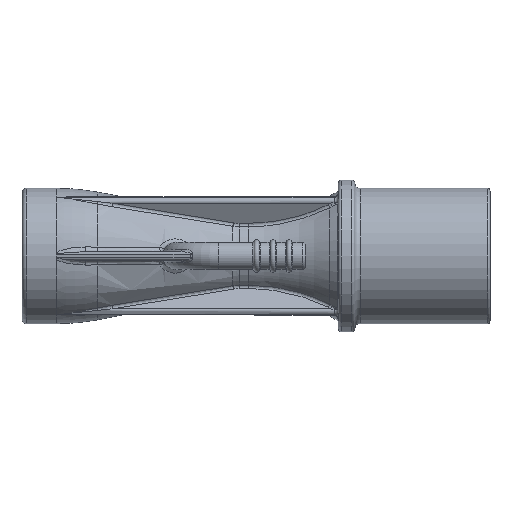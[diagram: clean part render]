
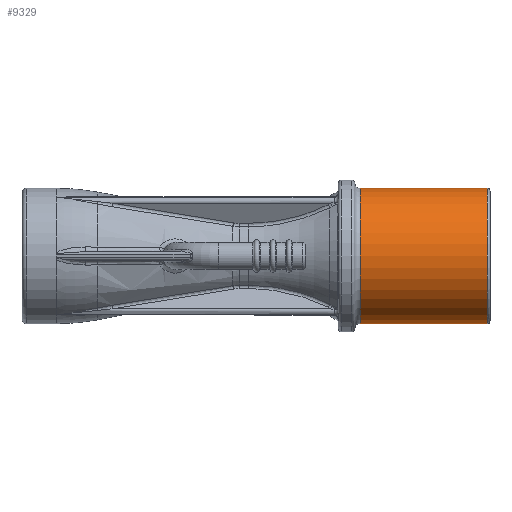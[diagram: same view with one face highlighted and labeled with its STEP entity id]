
A CAD part, front view. The second image highlights one B-rep face of the part: STEP entity #9329.
In plain terms, the highlighted cylindrical face has radius 12.5 mm (diameter 25 mm), a partial arc.
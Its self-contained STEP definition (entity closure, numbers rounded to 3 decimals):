
#44 = ORIENTED_EDGE ( 'NONE', *, *, #7970, .T. ) ;
#1466 = VECTOR ( 'NONE', #2998, 1000. ) ;
#1863 = EDGE_LOOP ( 'NONE', ( #13332, #13135, #5343, #44 ) ) ;
#1898 = DIRECTION ( 'NONE',  ( -1., 0., 0. ) ) ;
#2339 = AXIS2_PLACEMENT_3D ( 'NONE', #13097, #1898, #9676 ) ;
#2806 = CARTESIAN_POINT ( 'NONE',  ( -39.406, 0., 0. ) ) ;
#2998 = DIRECTION ( 'NONE',  ( -1., 0., 0. ) ) ;
#3029 = CARTESIAN_POINT ( 'NONE',  ( 23.069, 0., 12.5 ) ) ;
#3339 = DIRECTION ( 'NONE',  ( 1., 0., 0. ) ) ;
#3512 = CIRCLE ( 'NONE', #2339, 12.5 ) ;
#3850 = VERTEX_POINT ( 'NONE', #3029 ) ;
#3901 = AXIS2_PLACEMENT_3D ( 'NONE', #2806, #5951, #10435 ) ;
#4732 = CIRCLE ( 'NONE', #5260, 12.5 ) ;
#4773 = CARTESIAN_POINT ( 'NONE',  ( 46.569, 0., 12.5 ) ) ;
#4791 = EDGE_CURVE ( 'NONE', #12512, #10648, #7360, .T. ) ;
#4896 = FACE_OUTER_BOUND ( 'NONE', #1863, .T. ) ;
#5260 = AXIS2_PLACEMENT_3D ( 'NONE', #9991, #3339, #12288 ) ;
#5343 = ORIENTED_EDGE ( 'NONE', *, *, #7893, .T. ) ;
#5951 = DIRECTION ( 'NONE',  ( -1., 0., 0. ) ) ;
#6424 = CARTESIAN_POINT ( 'NONE',  ( -39.406, 0., -12.5 ) ) ;
#6521 = CARTESIAN_POINT ( 'NONE',  ( -39.406, 0., 12.5 ) ) ;
#7360 = LINE ( 'NONE', #6424, #1466 ) ;
#7893 = EDGE_CURVE ( 'NONE', #13707, #3850, #10146, .T. ) ;
#7970 = EDGE_CURVE ( 'NONE', #3850, #10648, #4732, .T. ) ;
#8547 = CARTESIAN_POINT ( 'NONE',  ( 46.569, 0., -12.5 ) ) ;
#8695 = DIRECTION ( 'NONE',  ( -1., 0., 0. ) ) ;
#9329 = ADVANCED_FACE ( 'NONE', ( #4896 ), #9427, .T. ) ;
#9427 = CYLINDRICAL_SURFACE ( 'NONE', #3901, 12.5 ) ;
#9676 = DIRECTION ( 'NONE',  ( 0., 0., -1. ) ) ;
#9991 = CARTESIAN_POINT ( 'NONE',  ( 23.069, 0., 0. ) ) ;
#10146 = LINE ( 'NONE', #6521, #13809 ) ;
#10435 = DIRECTION ( 'NONE',  ( 0., 0., 1. ) ) ;
#10648 = VERTEX_POINT ( 'NONE', #12370 ) ;
#11694 = EDGE_CURVE ( 'NONE', #12512, #13707, #3512, .T. ) ;
#12288 = DIRECTION ( 'NONE',  ( 0., 0., 1. ) ) ;
#12370 = CARTESIAN_POINT ( 'NONE',  ( 23.069, 0., -12.5 ) ) ;
#12512 = VERTEX_POINT ( 'NONE', #8547 ) ;
#13097 = CARTESIAN_POINT ( 'NONE',  ( 46.569, 0., 0. ) ) ;
#13135 = ORIENTED_EDGE ( 'NONE', *, *, #11694, .T. ) ;
#13332 = ORIENTED_EDGE ( 'NONE', *, *, #4791, .F. ) ;
#13707 = VERTEX_POINT ( 'NONE', #4773 ) ;
#13809 = VECTOR ( 'NONE', #8695, 1000. ) ;
